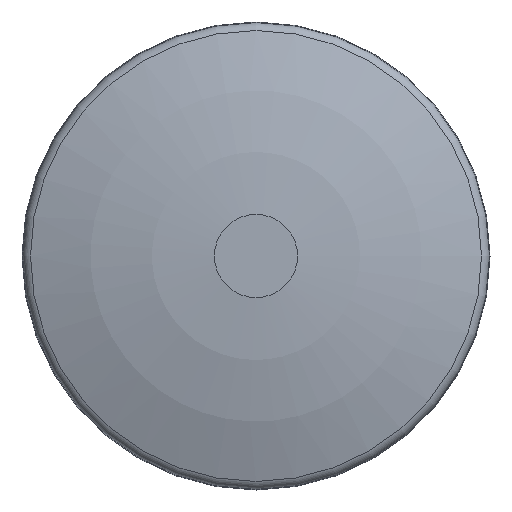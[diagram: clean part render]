
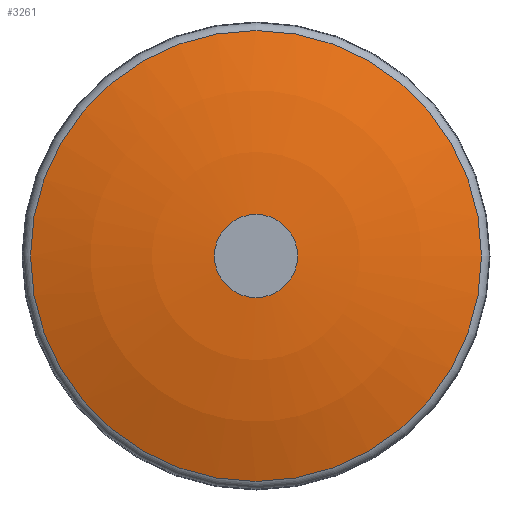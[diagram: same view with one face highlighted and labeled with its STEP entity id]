
A CAD part, left-side view. The second image highlights one B-rep face of the part: STEP entity #3261.
In plain terms, the highlighted toroidal (fillet/blend) face has major radius 20.773 mm and minor radius 500 mm.
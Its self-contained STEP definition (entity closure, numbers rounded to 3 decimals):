
#296 = EDGE_LOOP ( 'NONE', ( #22670 ) ) ;
#1775 = DIRECTION ( 'NONE',  ( 1., 0., 0. ) ) ;
#3261 = ADVANCED_FACE ( 'NONE', ( #8074, #18136 ), #10014, .T. ) ;
#3617 = EDGE_CURVE ( 'NONE', #20405, #20405, #20530, .T. ) ;
#5340 = CIRCLE ( 'NONE', #26327, 35.07 ) ;
#5587 = DIRECTION ( 'NONE',  ( 0., 0., -1. ) ) ;
#6187 = CARTESIAN_POINT ( 'NONE',  ( 0., 0., 416.798 ) ) ;
#7000 = CARTESIAN_POINT ( 'NONE',  ( 0., 0., 387.411 ) ) ;
#8074 = FACE_OUTER_BOUND ( 'NONE', #26848, .T. ) ;
#8831 = DIRECTION ( 'NONE',  ( 0., 0., -1. ) ) ;
#10014 = TOROIDAL_SURFACE ( 'NONE', #13712, 20.773, 500. ) ;
#13712 = AXIS2_PLACEMENT_3D ( 'NONE', #19932, #5587, #22863 ) ;
#15502 = VERTEX_POINT ( 'NONE', #30270 ) ;
#17246 = DIRECTION ( 'NONE',  ( 0., 0., -1. ) ) ;
#18136 = FACE_OUTER_BOUND ( 'NONE', #296, .T. ) ;
#18959 = AXIS2_PLACEMENT_3D ( 'NONE', #7000, #17246, #22313 ) ;
#19932 = CARTESIAN_POINT ( 'NONE',  ( 0., 0., -82.998 ) ) ;
#20251 = CARTESIAN_POINT ( 'NONE',  ( 190.23, 0., 387.411 ) ) ;
#20405 = VERTEX_POINT ( 'NONE', #20251 ) ;
#20530 = CIRCLE ( 'NONE', #18959, 190.23 ) ;
#22313 = DIRECTION ( 'NONE',  ( 1., 0., 0. ) ) ;
#22670 = ORIENTED_EDGE ( 'NONE', *, *, #27253, .T. ) ;
#22863 = DIRECTION ( 'NONE',  ( 1., 0., 0. ) ) ;
#26327 = AXIS2_PLACEMENT_3D ( 'NONE', #6187, #8831, #1775 ) ;
#26357 = ORIENTED_EDGE ( 'NONE', *, *, #3617, .F. ) ;
#26848 = EDGE_LOOP ( 'NONE', ( #26357 ) ) ;
#27253 = EDGE_CURVE ( 'NONE', #15502, #15502, #5340, .T. ) ;
#30270 = CARTESIAN_POINT ( 'NONE',  ( 35.07, 0., 416.798 ) ) ;
